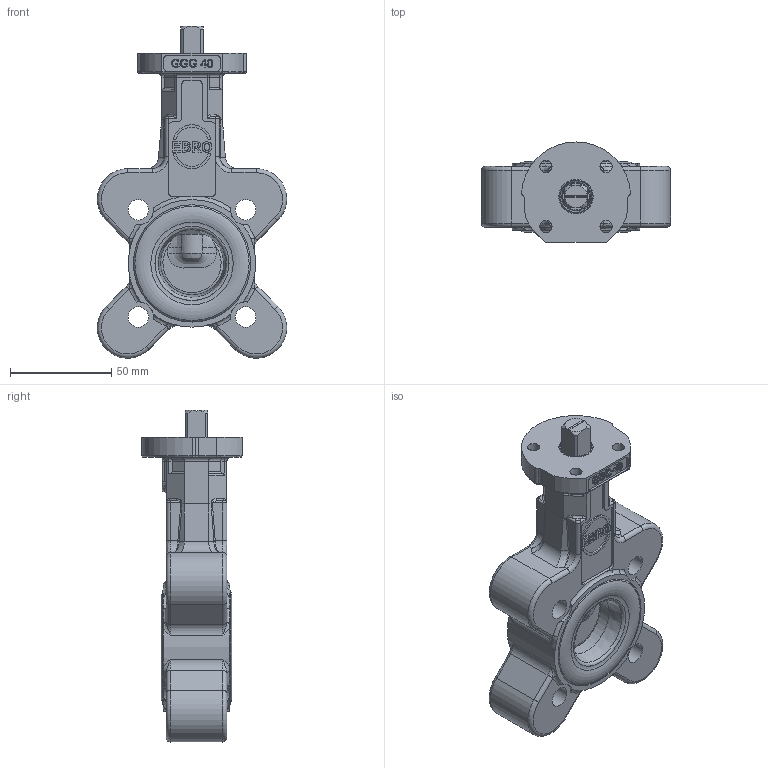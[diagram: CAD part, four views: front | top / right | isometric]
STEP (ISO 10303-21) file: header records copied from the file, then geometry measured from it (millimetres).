
FILE_DESCRIPTION((''),'2;1');
FILE_NAME('Z014-A DN20 PN16.stp','2014-06-24T14:05:59',('hellwig'),(''),'Autodesk Inventor 2013','Autodesk Inventor 2013','');
FILE_SCHEMA(('AUTOMOTIVE_DESIGN { 1 0 10303 214 1 1 1 1 }'));
Length unit declared in the file: millimetre
Products named in the file (1): M157_Shrinkwrap_1
Bounding box: 93.59 x 49.5 x 164.16 mm (x, y, z)
Volume: 239267.5 mm3; surface area: 54502.7 mm2
Topology: 1 solids, 4 shells, 636 faces, 1614 edges, 1004 vertices
Faces by surface type: plane 212, cylinder 171, bspline 152, torus 73, cone 24, sphere 4
Full cylindrical faces by diameter (mm): 4 x1, 4.917 x2, 6 x4, 9 x1, 9.2 x1, 10.106 x4, 11 x1, 11.2 x1, 12 x2, 12.2 x2, 12.35 x1, 14 x3, 14.35 x1, 16.95 x2, 17 x2, 57.7 x2, 58 x2
Entity records: 23600 total; most frequent: CARTESIAN_POINT 9498, ORIENTED_EDGE 2994, DIRECTION 2538, EDGE_CURVE 1497, VERTEX_POINT 973, AXIS2_PLACEMENT_3D 953, EDGE_LOOP 760, FACE_OUTER_BOUND 636
